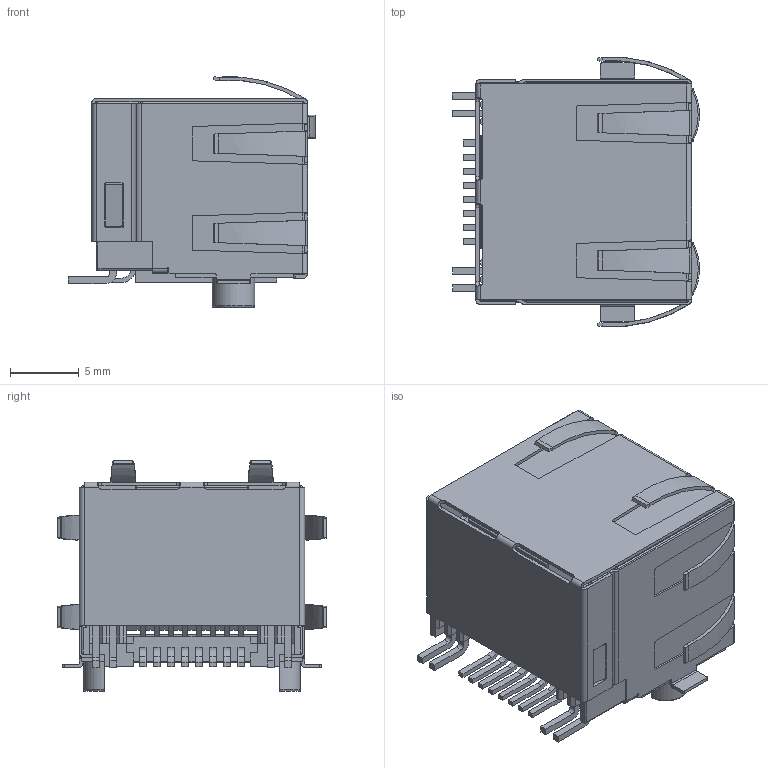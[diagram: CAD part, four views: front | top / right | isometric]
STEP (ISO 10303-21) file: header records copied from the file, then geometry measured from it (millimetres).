
FILE_DESCRIPTION(/* description */ ('Unknown'),/* implementation_level */ '2;1');
FILE_NAME(/* name */ 'J_Wurth_WR-MJ_634008137521',/* time_stamp */ '2025-06-23T14:44:03+08:00',/* author */ ('Unknown'),/* organization */ ('Unknown'),/* preprocessor_version */ 'ST-DEVELOPER v19.4',/* originating_system */ 'Solid Edge',/* authorisation */ 'Unknown');
FILE_SCHEMA (('AUTOMOTIVE_DESIGN {1 0 10303 214 3 1 1}'));
Length unit declared in the file: millimetre
Products named in the file (2): J_Wurth_WR-MJ_634008137521
Assembly tree (1 placements, depth 2):
  J_Wurth_WR-MJ_634008137521
    J_Wurth_WR-MJ_634008137521
Bounding box: 17.98 x 19.6 x 16.79 mm (x, y, z)
Volume: 1582.2 mm3; surface area: 3643.5 mm2
Topology: 1 solids, 1 shells, 1121 faces, 3172 edges, 2008 vertices
Faces by surface type: plane 718, cylinder 347, bspline 28, sphere 18, torus 10
Entity records: 44188 total; most frequent: CARTESIAN_POINT 7156, ORIENTED_EDGE 6308, DIRECTION 5822, EDGE_CURVE 3154, LINE 2356, VECTOR 2356, VERTEX_POINT 2008, AXIS2_PLACEMENT_3D 1733
